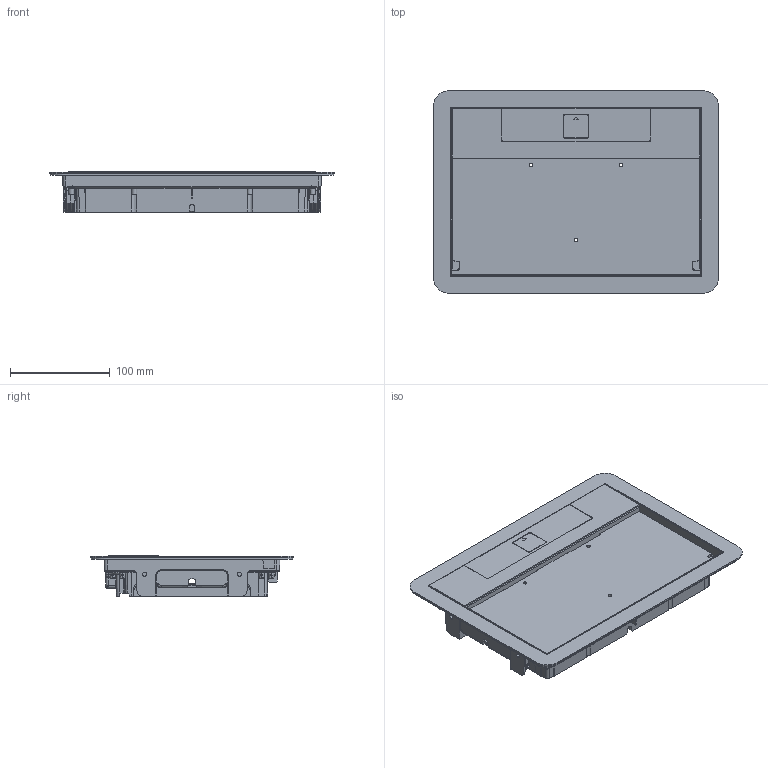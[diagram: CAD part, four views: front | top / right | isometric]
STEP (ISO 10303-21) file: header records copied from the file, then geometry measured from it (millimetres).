
FILE_DESCRIPTION(('CATIA V5 STEP Exchange','CAx-IF Rec.Pracs.--- Model Styling and Organization---1.2---2011-12-15'),'2;1');
FILE_NAME('088003.stp','2016-09-27T12:14:42+00:00',('none'),('none'),'CATIA Version 5-6 Release 2014 SP4','CATIA V5 STEP AP214','none');
FILE_SCHEMA(('AUTOMOTIVE_DESIGN { 1 0 10303 214 1 1 1 1 }'));
Products named in the file (23): A013449; A013447; D008706; D008707; D008708; D007887_A; Vis plastic 3x10; A013231AA; D007819; D007818; D008703; D008702; VIS M4x6 TR CRUCI; A011000; D007755; D007754; Renfort cable outlet &RA-&RB; D007757; CJ00934; ASS handle &RA-&RB; D007899; D007900; D007898
Assembly tree (34 placements, depth 5):
  A013449
    A013447
      D008706
      D008707
      D008708
      D007887_A  x4
      Vis plastic 3x10  x8
    A013231AA
      D007819
      D007818
      D008702
      VIS M4x6 TR CRUCI  x2
      A011000
        D007755
        D007754
        Renfort cable outlet &RA-&RB
        D007757  x2
        CJ00934  x2
        ASS handle &RA-&RB
          D007899
          D007900
          D007898
  D008703
Bounding box: 286 x 203 x 40.3 mm (x, y, z)
Volume: 333579 mm3; surface area: 363684.6 mm2
Topology: 32 solids, 32 shells, 4546 faces, 12025 edges, 7467 vertices
Faces by surface type: plane 1852, cylinder 1276, bspline 840, cone 336, torus 149, sphere 73, extrusion 20
Entity records: 133040 total; most frequent: CARTESIAN_POINT 60013, ORIENTED_EDGE 17702, DIRECTION 10401, EDGE_CURVE 8851, VERTEX_POINT 5530, VECTOR 4336, LINE 4328, AXIS2_PLACEMENT_3D 3861
